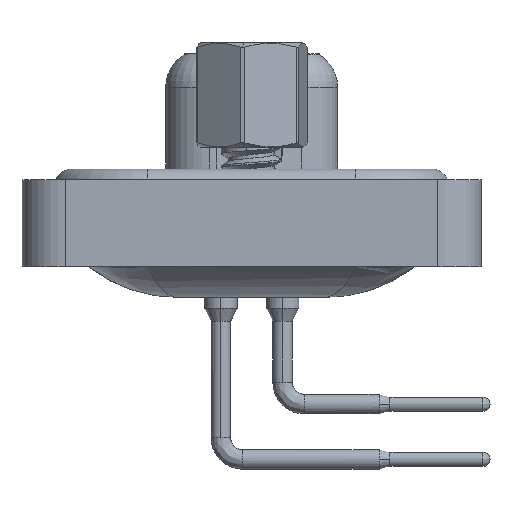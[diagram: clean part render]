
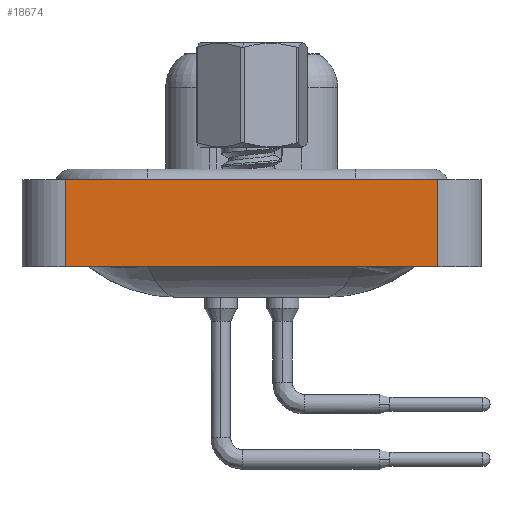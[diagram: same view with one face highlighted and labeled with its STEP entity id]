
A CAD part, left-side view. The second image highlights one B-rep face of the part: STEP entity #18674.
In plain terms, the highlighted planar face has unit normal (-1, 0, 0).
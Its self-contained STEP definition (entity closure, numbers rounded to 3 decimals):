
#275 = AXIS2_PLACEMENT_3D ( 'NONE', #20105, #10455, #15442 ) ;
#1435 = VERTEX_POINT ( 'NONE', #13882 ) ;
#2116 = CARTESIAN_POINT ( 'NONE',  ( -7.26, -8.55, 0.4 ) ) ;
#2466 = DIRECTION ( 'NONE',  ( 0., -1., 0. ) ) ;
#3403 = CARTESIAN_POINT ( 'NONE',  ( -7.26, -8.55, 0.4 ) ) ;
#4984 = CARTESIAN_POINT ( 'NONE',  ( -7.26, 8.55, 0.4 ) ) ;
#5039 = LINE ( 'NONE', #10024, #21341 ) ;
#5182 = ORIENTED_EDGE ( 'NONE', *, *, #16536, .F. ) ;
#5725 = EDGE_CURVE ( 'NONE', #1435, #8589, #8634, .T. ) ;
#6860 = VERTEX_POINT ( 'NONE', #4984 ) ;
#8550 = CARTESIAN_POINT ( 'NONE',  ( -7.26, 8.55, -3.6 ) ) ;
#8589 = VERTEX_POINT ( 'NONE', #3403 ) ;
#8634 = LINE ( 'NONE', #15265, #21193 ) ;
#10024 = CARTESIAN_POINT ( 'NONE',  ( -7.26, 8.55, -3.6 ) ) ;
#10455 = DIRECTION ( 'NONE',  ( -1., 0., 0. ) ) ;
#10800 = EDGE_LOOP ( 'NONE', ( #19425, #19165, #5182, #17473 ) ) ;
#10987 = VECTOR ( 'NONE', #2466, 1000. ) ;
#11907 = DIRECTION ( 'NONE',  ( 0., 0., 1. ) ) ;
#12120 = DIRECTION ( 'NONE',  ( 0., -1., 0. ) ) ;
#12629 = VERTEX_POINT ( 'NONE', #8550 ) ;
#13494 = PLANE ( 'NONE',  #275 ) ;
#13727 = LINE ( 'NONE', #2116, #21079 ) ;
#13882 = CARTESIAN_POINT ( 'NONE',  ( -7.26, -8.55, -3.6 ) ) ;
#14076 = LINE ( 'NONE', #17336, #10987 ) ;
#15265 = CARTESIAN_POINT ( 'NONE',  ( -7.26, -8.55, -3.6 ) ) ;
#15442 = DIRECTION ( 'NONE',  ( 0., 0., 1. ) ) ;
#16388 = EDGE_CURVE ( 'NONE', #12629, #1435, #14076, .T. ) ;
#16536 = EDGE_CURVE ( 'NONE', #12629, #6860, #5039, .T. ) ;
#16643 = DIRECTION ( 'NONE',  ( 0., 0., 1. ) ) ;
#17336 = CARTESIAN_POINT ( 'NONE',  ( -7.26, -8.55, -3.6 ) ) ;
#17473 = ORIENTED_EDGE ( 'NONE', *, *, #16388, .T. ) ;
#18118 = EDGE_CURVE ( 'NONE', #6860, #8589, #13727, .T. ) ;
#18472 = FACE_OUTER_BOUND ( 'NONE', #10800, .T. ) ;
#18674 = ADVANCED_FACE ( 'NONE', ( #18472 ), #13494, .T. ) ;
#19165 = ORIENTED_EDGE ( 'NONE', *, *, #18118, .F. ) ;
#19425 = ORIENTED_EDGE ( 'NONE', *, *, #5725, .T. ) ;
#20105 = CARTESIAN_POINT ( 'NONE',  ( -7.26, -8.55, -3.6 ) ) ;
#21079 = VECTOR ( 'NONE', #12120, 1000. ) ;
#21193 = VECTOR ( 'NONE', #11907, 1000. ) ;
#21341 = VECTOR ( 'NONE', #16643, 1000. ) ;
